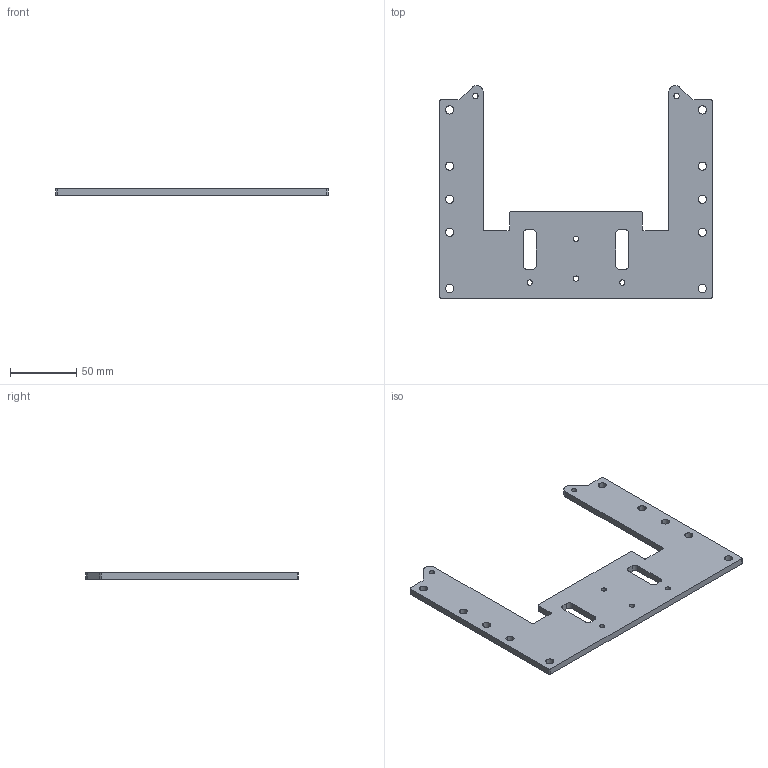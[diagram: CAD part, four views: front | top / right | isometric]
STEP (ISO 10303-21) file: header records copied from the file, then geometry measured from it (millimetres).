
FILE_DESCRIPTION((''),'2;1');
FILE_NAME('TORSO_MOUNT_BOX_B_CARBONA','2022-07-16T14:52:42',('ccha425'),('Department of Mechanical Engineering, The University of Auckland'),'CREO PARAMETRIC BY PTC INC, 2017260','CREO PARAMETRIC BY PTC INC, 2017260','');
FILE_SCHEMA(('CONFIG_CONTROL_DESIGN'));
Length unit declared in the file: millimetre
Products named in the file (1): TORSO_MOUNT_BOX_B_CARBONA
Bounding box: 206 x 160.92 x 5 mm (x, y, z)
Volume: 89197 mm3; surface area: 42590.7 mm2
Topology: 1 solids, 1 shells, 78 faces, 228 edges, 152 vertices
Faces by surface type: cylinder 54, plane 24
Entity records: 2750 total; most frequent: DIRECTION 492, CARTESIAN_POINT 458, ORIENTED_EDGE 456, EDGE_CURVE 228, AXIS2_PLACEMENT_3D 186, VERTEX_POINT 152, VECTOR 120, LINE 120
